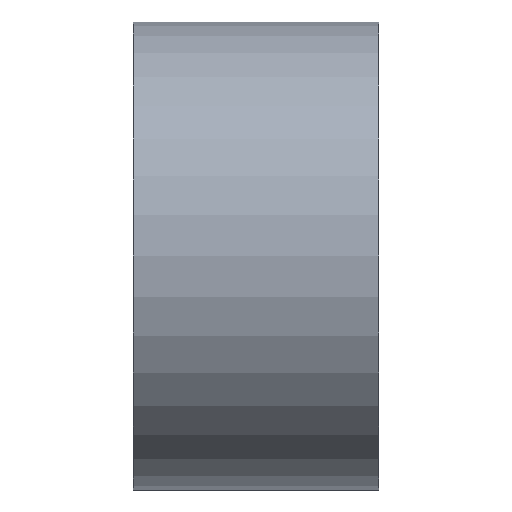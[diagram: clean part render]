
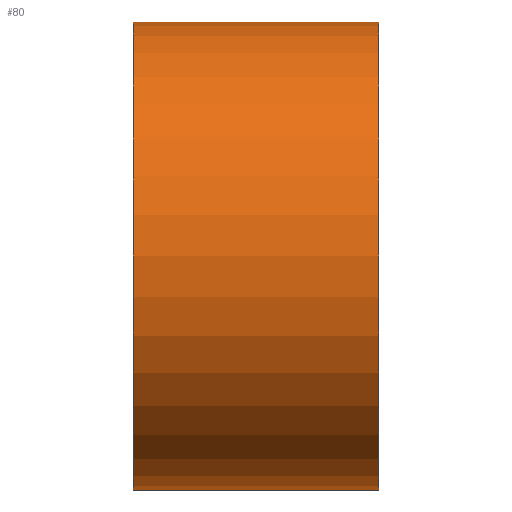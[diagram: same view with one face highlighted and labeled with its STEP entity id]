
A CAD part, front view. The second image highlights one B-rep face of the part: STEP entity #80.
In plain terms, the highlighted cylindrical face has radius 140 mm (diameter 280 mm), a full revolution.
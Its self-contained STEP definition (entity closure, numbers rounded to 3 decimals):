
#19=CYLINDRICAL_SURFACE('',#94,140.);
#25=FACE_BOUND('',#43,.T.);
#31=FACE_OUTER_BOUND('',#42,.T.);
#42=EDGE_LOOP('',(#72));
#43=EDGE_LOOP('',(#73));
#44=CIRCLE('',#84,140.);
#49=CIRCLE('',#93,140.);
#50=VERTEX_POINT('',#123);
#55=VERTEX_POINT('',#137);
#56=EDGE_CURVE('',#50,#50,#44,.T.);
#61=EDGE_CURVE('',#55,#55,#49,.T.);
#72=ORIENTED_EDGE('',*,*,#61,.T.);
#73=ORIENTED_EDGE('',*,*,#56,.F.);
#80=ADVANCED_FACE('',(#31,#25),#19,.T.);
#84=AXIS2_PLACEMENT_3D('',#124,#99,#100);
#93=AXIS2_PLACEMENT_3D('',#138,#117,#118);
#94=AXIS2_PLACEMENT_3D('',#139,#119,#120);
#99=DIRECTION('center_axis',(-1.,0.,0.));
#100=DIRECTION('ref_axis',(0.,0.,1.));
#117=DIRECTION('center_axis',(-1.,0.,0.));
#118=DIRECTION('ref_axis',(0.,0.,1.));
#119=DIRECTION('center_axis',(-1.,0.,0.));
#120=DIRECTION('ref_axis',(0.,-1.,0.));
#123=CARTESIAN_POINT('',(0.,-140.,0.));
#124=CARTESIAN_POINT('Origin',(0.,0.,0.));
#137=CARTESIAN_POINT('',(147.,-140.,0.));
#138=CARTESIAN_POINT('Origin',(147.,0.,0.));
#139=CARTESIAN_POINT('Origin',(73.5,0.,0.));
